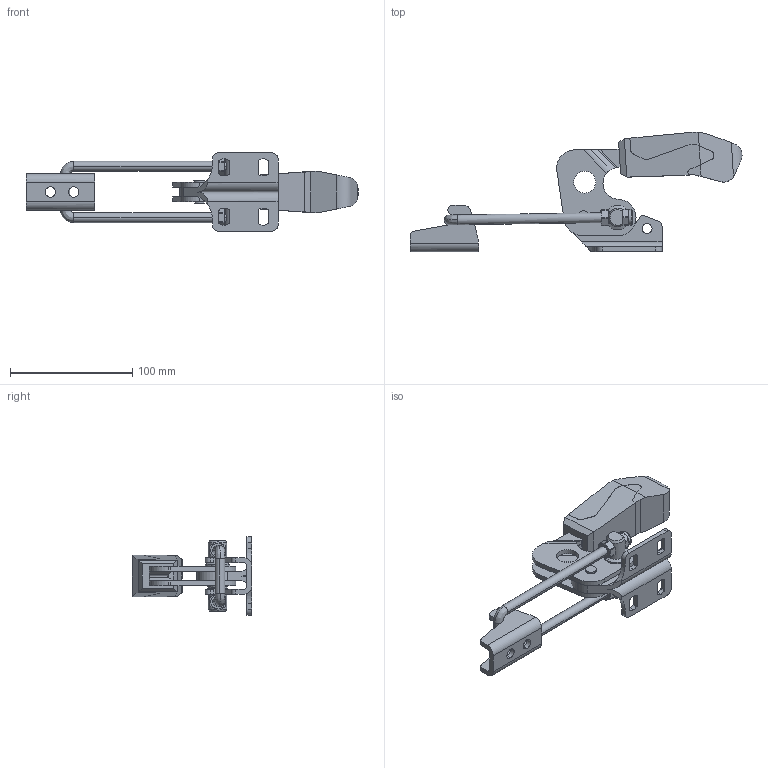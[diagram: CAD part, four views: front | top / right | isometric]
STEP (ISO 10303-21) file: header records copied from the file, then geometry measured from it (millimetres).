
FILE_DESCRIPTION(('STEP AP214'),'1');
FILE_NAME('HALDERN_EH_23330_3005.stp','2019-11-14T12:13:52',('TraceParts'),('TraceParts S.A.'),'Spatial InterOp 3D',' ',' ');
FILE_SCHEMA(('AUTOMOTIVE_DESIGN { 1 0 10303 214 1 1 1 1 }'));
Length unit declared in the file: millimetre
Products named in the file (1): HALDERN_EH_23330_3005_1
Bounding box: 271.39 x 97.66 x 64 mm (x, y, z)
Volume: 185619.1 mm3; surface area: 64411.3 mm2
Topology: 6 solids, 6 shells, 417 faces, 1137 edges, 744 vertices
Faces by surface type: cylinder 214, plane 147, cone 44, bspline 12
Entity records: 17179 total; most frequent: CARTESIAN_POINT 3179, ORIENTED_EDGE 2274, DIRECTION 2224, EDGE_CURVE 1137, AXIS2_PLACEMENT_3D 839, VERTEX_POINT 744, LINE 546, VECTOR 546
